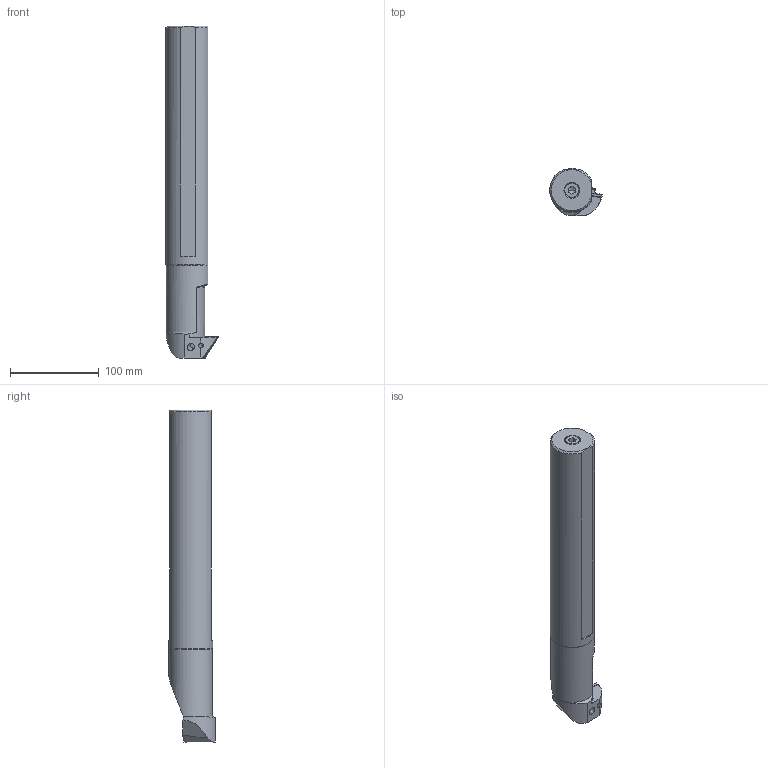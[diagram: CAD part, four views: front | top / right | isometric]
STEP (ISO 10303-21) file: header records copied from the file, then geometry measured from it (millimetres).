
FILE_DESCRIPTION(/* description */ (''),/* implementation_level */ '2;1');
FILE_NAME(/* name */ 'A50UPDZNL15.stp',/* time_stamp */ '2018-11-12T11:53:08+09:00',/* author */ (''),/* organization */ (''),/* preprocessor_version */ 'ST-DEVELOPER v16',/* originating_system */ 'SIEMENS PLM Software NX 10.0',/* authorisation */ '');
FILE_SCHEMA (('AUTOMOTIVE_DESIGN { 1 0 10303 214 3 1 1 1 }'));
Length unit declared in the file: millimetre
Products named in the file (1): A50UPDZNL15_ASM
Bounding box: 59.26 x 53 x 375 mm (x, y, z)
Volume: 641070.9 mm3; surface area: 74727.4 mm2
Topology: 6 solids, 6 shells, 194 faces, 552 edges, 367 vertices
Faces by surface type: plane 78, cylinder 56, cone 41, torus 13, bspline 4, extrusion 2
Entity records: 8314 total; most frequent: CARTESIAN_POINT 3083, ORIENTED_EDGE 1096, DIRECTION 1064, EDGE_CURVE 548, AXIS2_PLACEMENT_3D 419, VERTEX_POINT 367, VECTOR 226, LINE 224
